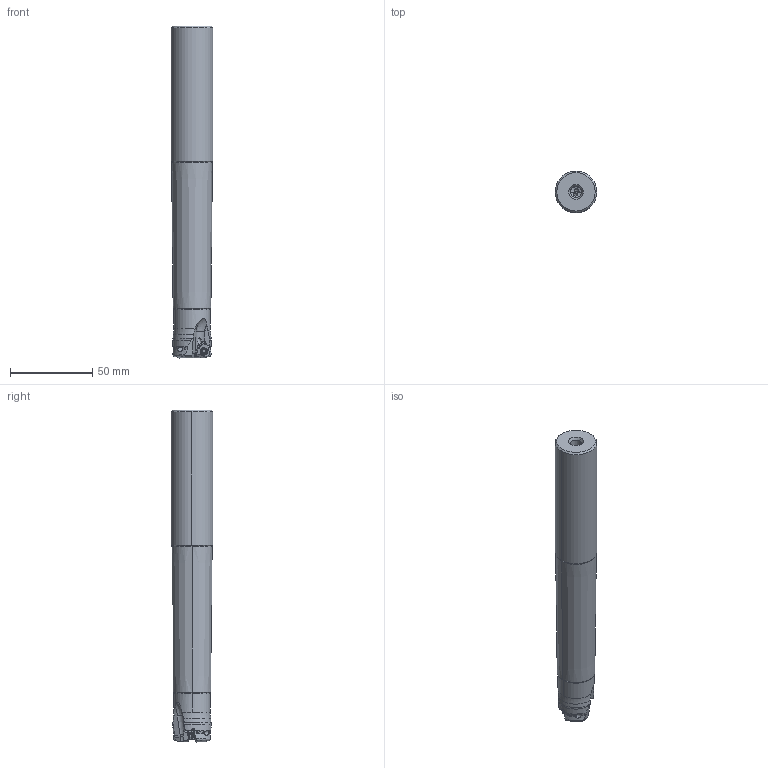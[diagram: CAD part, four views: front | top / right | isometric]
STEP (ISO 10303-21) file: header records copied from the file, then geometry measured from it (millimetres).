
FILE_DESCRIPTION(/* description */ (''),/* implementation_level */ '2;1');
FILE_NAME(/* name */ 'WJX09UR1602SA16L.stp',/* time_stamp */ '2020-10-29T16:34:52+09:00',/* author */ (''),/* organization */ (''),/* preprocessor_version */ 'ST-DEVELOPER v16',/* originating_system */ 'SIEMENS PLM Software NX 10.0',/* authorisation */ '');
FILE_SCHEMA (('AUTOMOTIVE_DESIGN { 1 0 10303 214 3 1 1 1 }'));
Length unit declared in the file: millimetre
Products named in the file (1): WJX09UR1602SA16L_ASM
Bounding box: 25.4 x 25.4 x 202.4 mm (x, y, z)
Volume: 84853.7 mm3; surface area: 20807.9 mm2
Topology: 3 solids, 3 shells, 272 faces, 794 edges, 524 vertices
Faces by surface type: cylinder 106, plane 68, cone 36, torus 30, bspline 16, sphere 16
Entity records: 12465 total; most frequent: CARTESIAN_POINT 5376, ORIENTED_EDGE 1568, DIRECTION 1401, EDGE_CURVE 784, AXIS2_PLACEMENT_3D 597, VERTEX_POINT 519, EDGE_LOOP 281, ADVANCED_FACE 272
